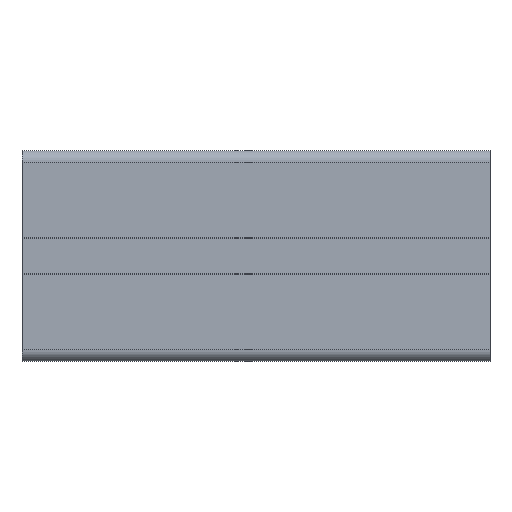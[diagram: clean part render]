
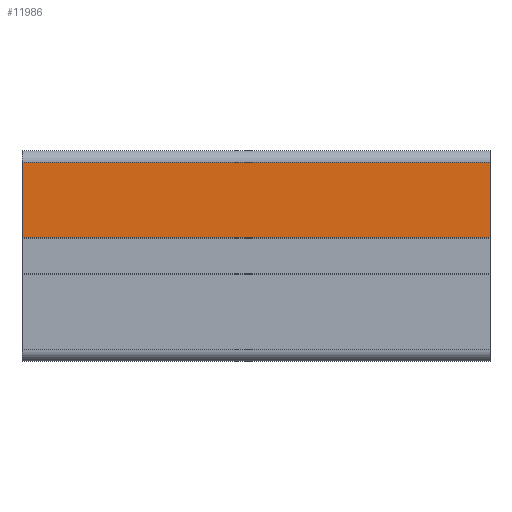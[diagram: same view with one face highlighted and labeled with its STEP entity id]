
A CAD part, left-side view. The second image highlights one B-rep face of the part: STEP entity #11986.
In plain terms, the highlighted planar face has unit normal (-1, 0, 0).
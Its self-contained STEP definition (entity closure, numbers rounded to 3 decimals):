
#1654=FACE_OUTER_BOUND('',#2256,.T.);
#2256=EDGE_LOOP('',(#9903,#9904,#9905,#9906));
#3394=LINE('',#20543,#4514);
#3395=LINE('',#20547,#4515);
#3396=LINE('',#20549,#4516);
#3397=LINE('',#20550,#4517);
#4514=VECTOR('',#16938,10.);
#4515=VECTOR('',#16943,10.);
#4516=VECTOR('',#16944,10.);
#4517=VECTOR('',#16945,10.);
#5717=VERTEX_POINT('',#20540);
#5718=VERTEX_POINT('',#20542);
#5719=VERTEX_POINT('',#20546);
#5720=VERTEX_POINT('',#20548);
#7509=EDGE_CURVE('',#5717,#5718,#3394,.T.);
#7511=EDGE_CURVE('',#5717,#5719,#3395,.T.);
#7512=EDGE_CURVE('',#5719,#5720,#3396,.T.);
#7513=EDGE_CURVE('',#5718,#5720,#3397,.T.);
#9903=ORIENTED_EDGE('',*,*,#7511,.T.);
#9904=ORIENTED_EDGE('',*,*,#7512,.T.);
#9905=ORIENTED_EDGE('',*,*,#7513,.F.);
#9906=ORIENTED_EDGE('',*,*,#7509,.F.);
#11386=PLANE('',#13284);
#11986=ADVANCED_FACE('',(#1654),#11386,.T.);
#13284=AXIS2_PLACEMENT_3D('',#20545,#16941,#16942);
#16938=DIRECTION('',(0.,-1.,0.));
#16941=DIRECTION('center_axis',(-1.,0.,0.));
#16942=DIRECTION('ref_axis',(0.,0.,1.));
#16943=DIRECTION('',(0.,0.,-1.));
#16944=DIRECTION('',(0.,-1.,0.));
#16945=DIRECTION('',(0.,0.,-1.));
#20540=CARTESIAN_POINT('',(-45.,200.,40.));
#20542=CARTESIAN_POINT('',(-45.,0.,40.));
#20543=CARTESIAN_POINT('',(-45.,0.,40.));
#20545=CARTESIAN_POINT('Origin',(-45.,0.,7.8));
#20546=CARTESIAN_POINT('',(-45.,200.,7.8));
#20547=CARTESIAN_POINT('',(-45.,200.,3.9));
#20548=CARTESIAN_POINT('',(-45.,0.,7.8));
#20549=CARTESIAN_POINT('',(-45.,0.,7.8));
#20550=CARTESIAN_POINT('',(-45.,0.,3.9));
